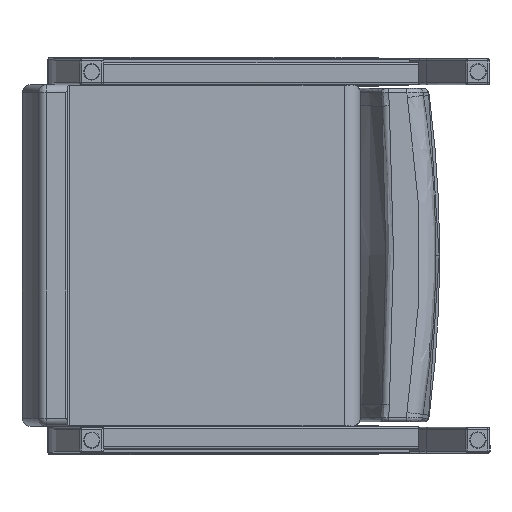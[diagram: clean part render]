
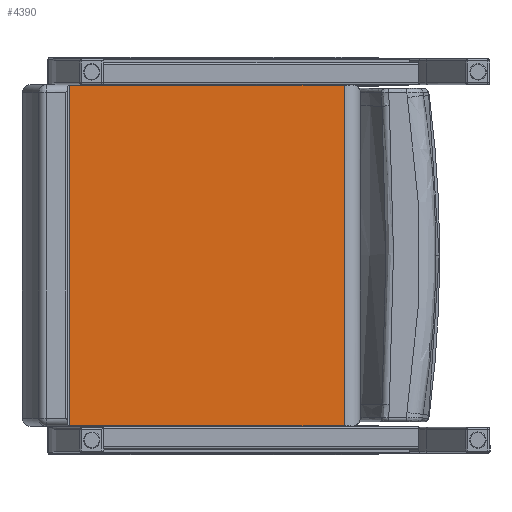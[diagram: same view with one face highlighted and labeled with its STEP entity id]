
A CAD part, front view. The second image highlights one B-rep face of the part: STEP entity #4390.
In plain terms, the highlighted planar face has unit normal (0, -1, 0).
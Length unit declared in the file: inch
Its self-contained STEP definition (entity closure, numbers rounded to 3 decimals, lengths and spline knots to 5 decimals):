
#497=PLANE('',#4999);
#620=LINE('',#7703,#791);
#636=LINE('',#7837,#807);
#642=LINE('',#7924,#813);
#643=LINE('',#7926,#814);
#791=VECTOR('',#6023,0.3937);
#807=VECTOR('',#6099,0.3937);
#813=VECTOR('',#6161,0.3937);
#814=VECTOR('',#6164,0.3937);
#1132=FACE_OUTER_BOUND('',#1439,.T.);
#1439=EDGE_LOOP('',(#3656,#3657,#3658,#3659));
#2035=VERTEX_POINT('',#7691);
#2036=VERTEX_POINT('',#7702);
#2060=VERTEX_POINT('',#7825);
#2061=VERTEX_POINT('',#7836);
#2556=EDGE_CURVE('',#2035,#2036,#620,.T.);
#2595=EDGE_CURVE('',#2060,#2061,#636,.T.);
#2620=EDGE_CURVE('',#2060,#2036,#642,.T.);
#2621=EDGE_CURVE('',#2061,#2035,#643,.T.);
#3656=ORIENTED_EDGE('',*,*,#2556,.F.);
#3657=ORIENTED_EDGE('',*,*,#2621,.F.);
#3658=ORIENTED_EDGE('',*,*,#2595,.F.);
#3659=ORIENTED_EDGE('',*,*,#2620,.T.);
#4390=ADVANCED_FACE('',(#1132),#497,.T.);
#4999=AXIS2_PLACEMENT_3D('',#7925,#6162,#6163);
#6023=DIRECTION('',(1.,0.,0.));
#6099=DIRECTION('',(-1.,0.,0.));
#6161=DIRECTION('',(0.,0.,1.));
#6162=DIRECTION('center_axis',(0.,-1.,0.));
#6163=DIRECTION('ref_axis',(1.,0.,0.));
#6164=DIRECTION('',(0.,0.,1.));
#7691=CARTESIAN_POINT('',(-12.08332,0.79731,20.96618));
#7702=CARTESIAN_POINT('',(4.79085,0.79731,20.96618));
#7703=CARTESIAN_POINT('',(-9.14642,0.79731,20.96618));
#7825=CARTESIAN_POINT('',(4.79085,0.79731,0.03382));
#7836=CARTESIAN_POINT('',(-12.08332,0.79731,0.03382));
#7837=CARTESIAN_POINT('',(-9.14642,0.79731,0.03382));
#7924=CARTESIAN_POINT('',(4.79085,0.79731,0.));
#7925=CARTESIAN_POINT('Origin',(-12.08332,0.79731,0.));
#7926=CARTESIAN_POINT('',(-12.08332,0.79731,0.));
